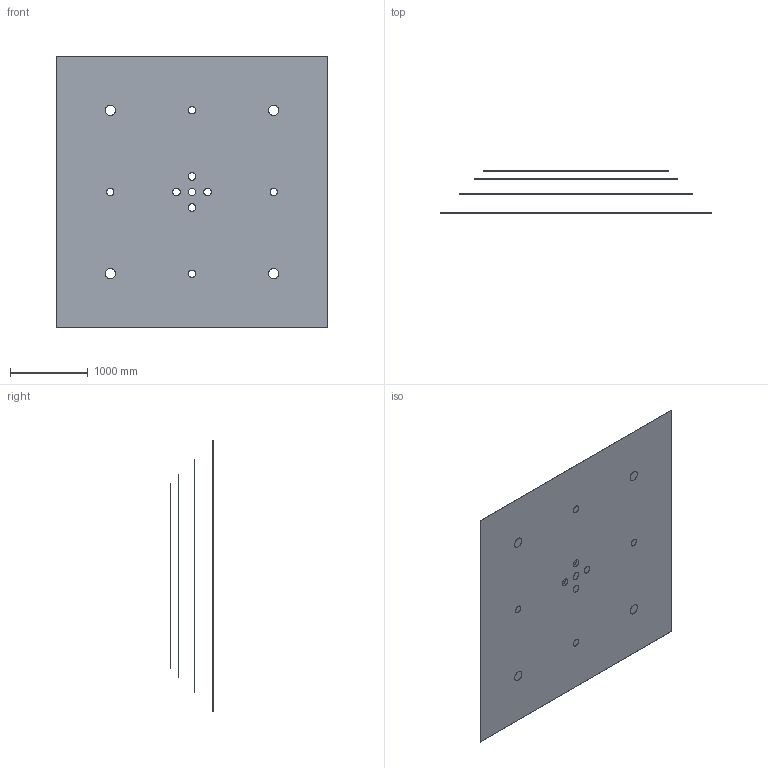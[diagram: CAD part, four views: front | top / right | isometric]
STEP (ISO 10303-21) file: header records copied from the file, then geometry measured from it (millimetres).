
FILE_DESCRIPTION (( 'STEP AP214' ), '1' );
FILE_NAME ('floor_assem.STEP', '2024-06-13T21:36:30', ( '' ), ( '' ), 'SwSTEP 2.0', 'SolidWorks 2023', '' );
FILE_SCHEMA (( 'AUTOMOTIVE_DESIGN' ));
Length unit declared in the file: metre
Products named in the file (6): floor_assem; layer1_floor; layer5_floor; layer3_floor; MSR_floor; layer2_floor
Assembly tree (5 placements, depth 3):
  floor_assem
    MSR_floor
      layer5_floor
      layer3_floor
      layer2_floor
      layer1_floor
Bounding box: 3484 x 544.5 x 3484 mm (x, y, z)
Volume: 105583996.9 mm3; surface area: 66260432.8 mm2
Topology: 4 solids, 4 shells, 208 faces, 600 edges, 400 vertices
Faces by surface type: cylinder 184, plane 24
Entity records: 7600 total; most frequent: DIRECTION 1402, CARTESIAN_POINT 1217, ORIENTED_EDGE 1200, EDGE_CURVE 600, AXIS2_PLACEMENT_3D 585, VERTEX_POINT 400, EDGE_LOOP 392, CIRCLE 368
